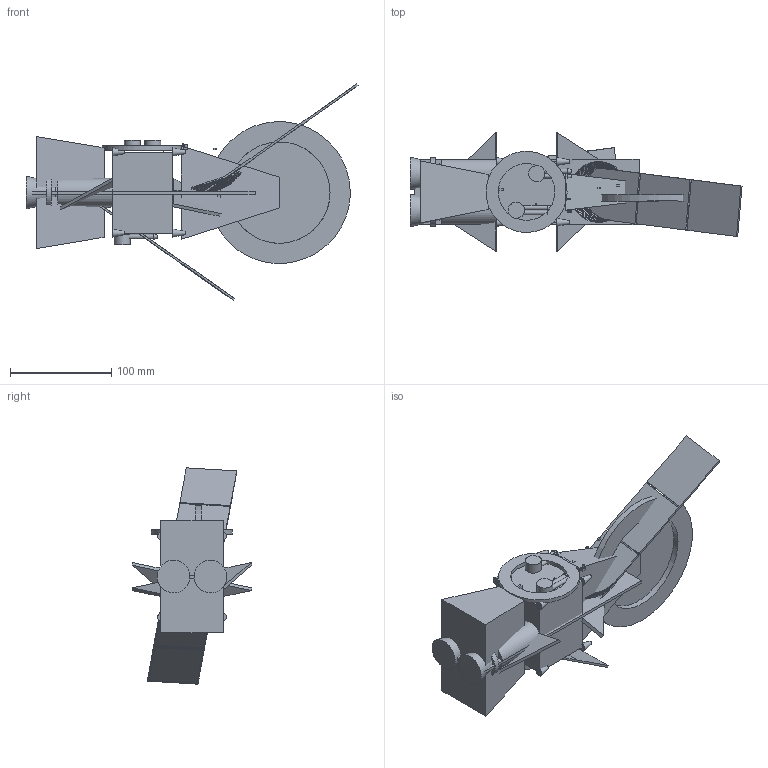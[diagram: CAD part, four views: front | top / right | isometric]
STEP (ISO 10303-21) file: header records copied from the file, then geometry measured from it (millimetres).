
FILE_DESCRIPTION(('FreeCAD Model'),'2;1');
FILE_NAME('Open CASCADE Shape Model','2025-11-25T13:56:14',('Author'),( ''),'Open CASCADE STEP processor 7.8','FreeCAD','Unknown');
FILE_SCHEMA(('AUTOMOTIVE_DESIGN { 1 0 10303 214 1 1 1 1 }'));
Length unit declared in the file: millimetre
Products named in the file (44): Ship_Hull; Bus; Greeble_2; Greeble_1; EngineGlow_2; Greeble_0; GreebleCyl_6; GreebleCyl_3; Greeble_4; Greeble_5; HyperRing; Cannon_1_1; TurretBase_2; TurretMount_1; TurretBase_1; Cannon_1_2; TurretBase_3; TurretMount_2; Cannon_2_2; Cannon_2_1; TurretMount_3; EngineGlow_1; Cannon_3_1; Cannon_3_2; MainEngine_1; MainEngine_2; Greeble_7; Greeble_8; Solar_Left; Solar_Right; RCS_Top_1; HGA_Boom; HGA_Dish; HGA_Gimbal; RCS_Top_3; RCS_Bot_2; RCS_Bot_1; RCS_Top_2; RCS_Bot_3; RCS_Top_4 ...
Bounding box: 327.61 x 117.96 x 213.41 mm (x, y, z)
Volume: 1079447.2 mm3; surface area: 287282.2 mm2
Topology: 73 solids, 73 shells, 403 faces, 678 edges, 420 vertices
Faces by surface type: bspline 399, plane 4
Entity records: 29686 total; most frequent: CARTESIAN_POINT 19213, B_SPLINE_CURVE_WITH_KNOTS 1771, ORIENTED_EDGE 1352, PCURVE 1352, DEFINITIONAL_REPRESENTATION 1352, EDGE_CURVE 676, SURFACE_CURVE 526, VERTEX_POINT 420
